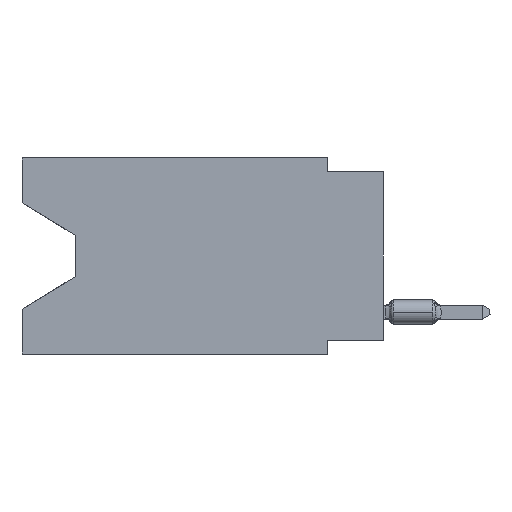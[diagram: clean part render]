
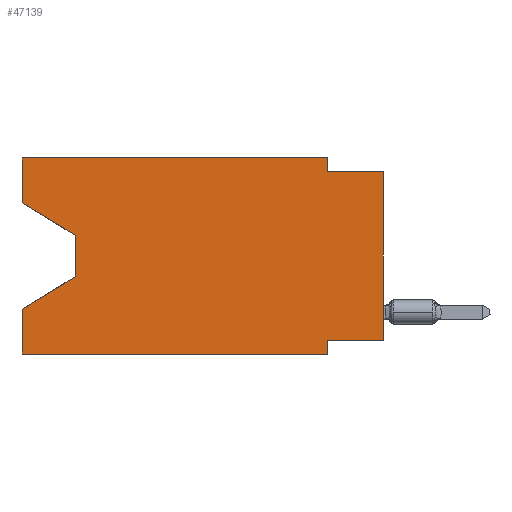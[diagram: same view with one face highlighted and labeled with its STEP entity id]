
A CAD part, left-side view. The second image highlights one B-rep face of the part: STEP entity #47139.
In plain terms, the highlighted planar face has unit normal (-1, 0, 0).
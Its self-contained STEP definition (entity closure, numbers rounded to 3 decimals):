
#440 = CARTESIAN_POINT ( 'NONE',  ( 0., 16.383, 0. ) ) ;
#565 = PLANE ( 'NONE',  #2902 ) ;
#605 = EDGE_CURVE ( 'NONE', #25819, #5087, #9344, .T. ) ;
#1269 = CARTESIAN_POINT ( 'NONE',  ( 0., 2.54, 0. ) ) ;
#2137 = DIRECTION ( 'NONE',  ( 0., 0., -1. ) ) ;
#2902 = AXIS2_PLACEMENT_3D ( 'NONE', #14250, #51676, #38276 ) ;
#3290 = VECTOR ( 'NONE', #19911, 1000. ) ;
#3832 = DIRECTION ( 'NONE',  ( 0., -0.855, -0.519 ) ) ;
#5002 = FACE_OUTER_BOUND ( 'NONE', #7367, .T. ) ;
#5006 = CARTESIAN_POINT ( 'NONE',  ( 0., 16.383, -8.89 ) ) ;
#5087 = VERTEX_POINT ( 'NONE', #41318 ) ;
#5402 = ORIENTED_EDGE ( 'NONE', *, *, #20506, .F. ) ;
#5739 = VECTOR ( 'NONE', #32090, 1000. ) ;
#6551 = VERTEX_POINT ( 'NONE', #5006 ) ;
#6677 = VERTEX_POINT ( 'NONE', #20193 ) ;
#6711 = VECTOR ( 'NONE', #3832, 1000. ) ;
#7183 = ORIENTED_EDGE ( 'NONE', *, *, #29935, .F. ) ;
#7367 = EDGE_LOOP ( 'NONE', ( #55013, #27921, #53181, #22424, #50637, #37714, #28803, #37984, #5402, #7183, #9454, #34805 ) ) ;
#7712 = LINE ( 'NONE', #39236, #19099 ) ;
#7839 = LINE ( 'NONE', #21571, #14088 ) ;
#8191 = EDGE_CURVE ( 'NONE', #5087, #36865, #7712, .T. ) ;
#8296 = EDGE_CURVE ( 'NONE', #28522, #10518, #13064, .T. ) ;
#8563 = DIRECTION ( 'NONE',  ( 0., 0., -1. ) ) ;
#9344 = LINE ( 'NONE', #440, #51539 ) ;
#9454 = ORIENTED_EDGE ( 'NONE', *, *, #8191, .F. ) ;
#10518 = VERTEX_POINT ( 'NONE', #57803 ) ;
#10702 = DIRECTION ( 'NONE',  ( 0., 0., 1. ) ) ;
#11643 = VERTEX_POINT ( 'NONE', #33263 ) ;
#13064 = LINE ( 'NONE', #18440, #5739 ) ;
#14088 = VECTOR ( 'NONE', #45004, 1000. ) ;
#14250 = CARTESIAN_POINT ( 'NONE',  ( 0., 16.383, 0. ) ) ;
#16584 = VERTEX_POINT ( 'NONE', #48143 ) ;
#17110 = VECTOR ( 'NONE', #37041, 1000. ) ;
#18440 = CARTESIAN_POINT ( 'NONE',  ( 0., 2.54, -8.89 ) ) ;
#18485 = EDGE_CURVE ( 'NONE', #18925, #42897, #39077, .T. ) ;
#18925 = VERTEX_POINT ( 'NONE', #31275 ) ;
#19099 = VECTOR ( 'NONE', #57368, 1000. ) ;
#19911 = DIRECTION ( 'NONE',  ( 0., -1., 0. ) ) ;
#20193 = CARTESIAN_POINT ( 'NONE',  ( 0., 13.97, -3.505 ) ) ;
#20506 = EDGE_CURVE ( 'NONE', #11643, #16584, #29017, .T. ) ;
#21571 = CARTESIAN_POINT ( 'NONE',  ( 0., 0., -8.255 ) ) ;
#21975 = EDGE_CURVE ( 'NONE', #49943, #28522, #7839, .T. ) ;
#22332 = CARTESIAN_POINT ( 'NONE',  ( 0., 16.383, 0. ) ) ;
#22424 = ORIENTED_EDGE ( 'NONE', *, *, #49303, .F. ) ;
#22805 = EDGE_CURVE ( 'NONE', #25819, #6677, #26775, .T. ) ;
#24285 = CARTESIAN_POINT ( 'NONE',  ( 0., 0., -0.635 ) ) ;
#25310 = EDGE_CURVE ( 'NONE', #49943, #16584, #41638, .T. ) ;
#25819 = VERTEX_POINT ( 'NONE', #58738 ) ;
#26775 = LINE ( 'NONE', #43970, #6711 ) ;
#27717 = CARTESIAN_POINT ( 'NONE',  ( 0., 0., 0. ) ) ;
#27921 = ORIENTED_EDGE ( 'NONE', *, *, #30625, .T. ) ;
#28522 = VERTEX_POINT ( 'NONE', #52087 ) ;
#28803 = ORIENTED_EDGE ( 'NONE', *, *, #21975, .F. ) ;
#29017 = LINE ( 'NONE', #24285, #17110 ) ;
#29595 = DIRECTION ( 'NONE',  ( 0., 0.855, -0.519 ) ) ;
#29696 = VECTOR ( 'NONE', #46863, 1000. ) ;
#29935 = EDGE_CURVE ( 'NONE', #36865, #11643, #44173, .T. ) ;
#30374 = CARTESIAN_POINT ( 'NONE',  ( 0., 16.383, -6.852 ) ) ;
#30625 = EDGE_CURVE ( 'NONE', #6677, #18925, #49604, .T. ) ;
#30804 = CARTESIAN_POINT ( 'NONE',  ( 0., 2.54, 0. ) ) ;
#31275 = CARTESIAN_POINT ( 'NONE',  ( 0., 13.97, -5.385 ) ) ;
#31759 = CARTESIAN_POINT ( 'NONE',  ( 0., 13.97, -3.505 ) ) ;
#32090 = DIRECTION ( 'NONE',  ( 0., 0., -1. ) ) ;
#32454 = VECTOR ( 'NONE', #2137, 1000. ) ;
#33263 = CARTESIAN_POINT ( 'NONE',  ( 0., 2.54, -0.635 ) ) ;
#34805 = ORIENTED_EDGE ( 'NONE', *, *, #605, .F. ) ;
#35176 = CARTESIAN_POINT ( 'NONE',  ( 0., 0., -8.255 ) ) ;
#35974 = VECTOR ( 'NONE', #8563, 1000. ) ;
#36865 = VERTEX_POINT ( 'NONE', #30804 ) ;
#37041 = DIRECTION ( 'NONE',  ( 0., -1., 0. ) ) ;
#37714 = ORIENTED_EDGE ( 'NONE', *, *, #8296, .F. ) ;
#37901 = EDGE_CURVE ( 'NONE', #6551, #10518, #58613, .T. ) ;
#37984 = ORIENTED_EDGE ( 'NONE', *, *, #25310, .T. ) ;
#38276 = DIRECTION ( 'NONE',  ( 0., 0., -1. ) ) ;
#39077 = LINE ( 'NONE', #52172, #46993 ) ;
#39236 = CARTESIAN_POINT ( 'NONE',  ( 0., 16.383, 0. ) ) ;
#41318 = CARTESIAN_POINT ( 'NONE',  ( 0., 16.383, 0. ) ) ;
#41458 = DIRECTION ( 'NONE',  ( 0., 0., 1. ) ) ;
#41638 = LINE ( 'NONE', #27717, #57759 ) ;
#42897 = VERTEX_POINT ( 'NONE', #30374 ) ;
#43970 = CARTESIAN_POINT ( 'NONE',  ( 0., 16.383, -2.038 ) ) ;
#44173 = LINE ( 'NONE', #1269, #32454 ) ;
#45004 = DIRECTION ( 'NONE',  ( 0., 1., 0. ) ) ;
#46049 = CARTESIAN_POINT ( 'NONE',  ( 0., 16.383, -8.89 ) ) ;
#46863 = DIRECTION ( 'NONE',  ( 0., 0., 1. ) ) ;
#46993 = VECTOR ( 'NONE', #29595, 1000. ) ;
#47139 = ADVANCED_FACE ( 'NONE', ( #5002 ), #565, .F. ) ;
#48143 = CARTESIAN_POINT ( 'NONE',  ( 0., 0., -0.635 ) ) ;
#49303 = EDGE_CURVE ( 'NONE', #6551, #42897, #49647, .T. ) ;
#49604 = LINE ( 'NONE', #31759, #35974 ) ;
#49647 = LINE ( 'NONE', #22332, #29696 ) ;
#49943 = VERTEX_POINT ( 'NONE', #35176 ) ;
#50637 = ORIENTED_EDGE ( 'NONE', *, *, #37901, .T. ) ;
#51539 = VECTOR ( 'NONE', #41458, 1000. ) ;
#51676 = DIRECTION ( 'NONE',  ( 1., 0., 0. ) ) ;
#52087 = CARTESIAN_POINT ( 'NONE',  ( 0., 2.54, -8.255 ) ) ;
#52172 = CARTESIAN_POINT ( 'NONE',  ( 0., 13.97, -5.385 ) ) ;
#53181 = ORIENTED_EDGE ( 'NONE', *, *, #18485, .T. ) ;
#55013 = ORIENTED_EDGE ( 'NONE', *, *, #22805, .T. ) ;
#57368 = DIRECTION ( 'NONE',  ( 0., -1., 0. ) ) ;
#57759 = VECTOR ( 'NONE', #10702, 1000. ) ;
#57803 = CARTESIAN_POINT ( 'NONE',  ( 0., 2.54, -8.89 ) ) ;
#58613 = LINE ( 'NONE', #46049, #3290 ) ;
#58738 = CARTESIAN_POINT ( 'NONE',  ( 0., 16.383, -2.038 ) ) ;
